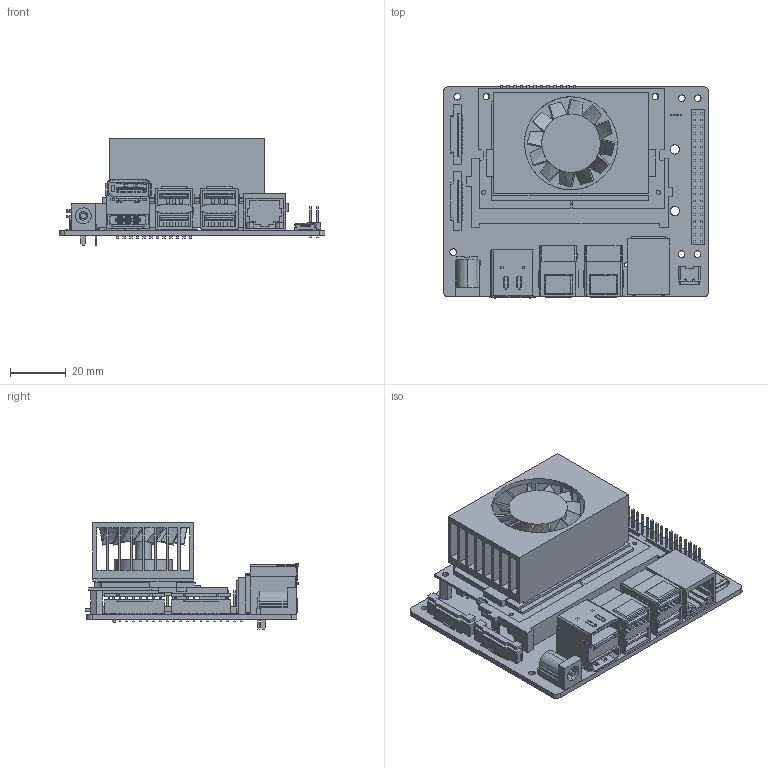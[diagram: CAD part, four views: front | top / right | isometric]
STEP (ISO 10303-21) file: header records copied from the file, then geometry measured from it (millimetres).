
FILE_DESCRIPTION(('FreeCAD Model'),'2;1');
FILE_NAME('Open CASCADE Shape Model','2025-04-27T13:38:06',('FreeCAD'),( 'FreeCAD'),'Open CASCADE STEP processor 7.6','FreeCAD','Unknown');
FILE_SCHEMA(('AUTOMOTIVE_DESIGN { 1 0 10303 214 1 1 1 1 }'));
Products named in the file (1): Open CASCADE STEP translator 7.6 1
Bounding box: 95.39 x 76.53 x 38.34 mm (x, y, z)
Volume: 61658 mm3; surface area: 58997.5 mm2
Topology: 1 solids, 1 shells, 2742 faces, 7905 edges, 5150 vertices
Faces by surface type: bspline 2742
Entity records: 84717 total; most frequent: CARTESIAN_POINT 36925, ORIENTED_EDGE 15810, EDGE_CURVE 7905, B_SPLINE_CURVE_WITH_KNOTS 7233, VERTEX_POINT 5150, FACE_BOUND 3243, EDGE_LOOP 3243, ADVANCED_FACE 2742
